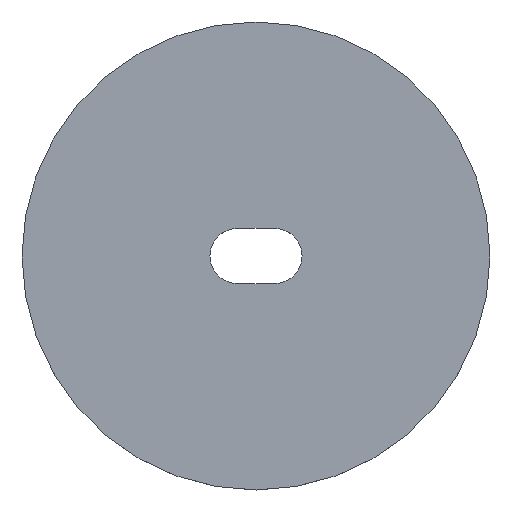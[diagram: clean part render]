
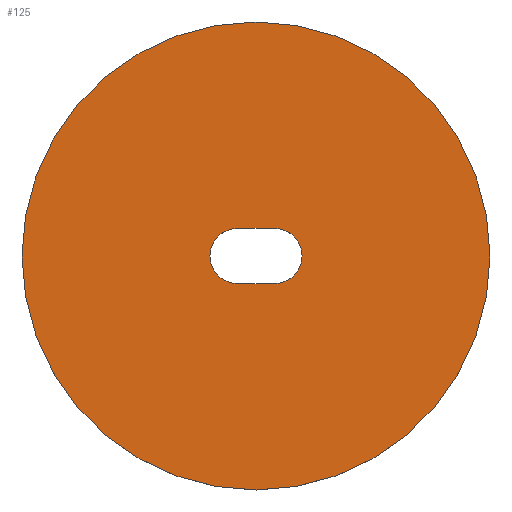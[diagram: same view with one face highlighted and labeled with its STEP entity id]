
A CAD part, top view. The second image highlights one B-rep face of the part: STEP entity #125.
In plain terms, the highlighted planar face has unit normal (0, 0, 1).
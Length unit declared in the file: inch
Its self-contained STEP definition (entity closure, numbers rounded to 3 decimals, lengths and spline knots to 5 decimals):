
#16=FACE_BOUND('',#36,.T.);
#20=PLANE('',#158);
#27=FACE_OUTER_BOUND('',#35,.T.);
#35=EDGE_LOOP('',(#111));
#36=EDGE_LOOP('',(#112,#113,#114,#115));
#40=LINE('',#210,#49);
#44=LINE('',#220,#53);
#49=VECTOR('',#172,0.3937);
#53=VECTOR('',#184,0.3937);
#56=CIRCLE('',#148,0.05906);
#58=CIRCLE('',#152,0.05906);
#59=CIRCLE('',#155,0.5);
#63=VERTEX_POINT('',#201);
#64=VERTEX_POINT('',#203);
#66=VERTEX_POINT('',#209);
#68=VERTEX_POINT('',#215);
#69=VERTEX_POINT('',#222);
#73=EDGE_CURVE('',#64,#63,#56,.T.);
#76=EDGE_CURVE('',#66,#64,#40,.T.);
#79=EDGE_CURVE('',#68,#66,#58,.T.);
#82=EDGE_CURVE('',#63,#68,#44,.T.);
#83=EDGE_CURVE('',#69,#69,#59,.T.);
#111=ORIENTED_EDGE('',*,*,#83,.T.);
#112=ORIENTED_EDGE('',*,*,#79,.T.);
#113=ORIENTED_EDGE('',*,*,#76,.T.);
#114=ORIENTED_EDGE('',*,*,#73,.T.);
#115=ORIENTED_EDGE('',*,*,#82,.T.);
#125=ADVANCED_FACE('',(#27,#16),#20,.T.);
#148=AXIS2_PLACEMENT_3D('',#204,#166,#167);
#152=AXIS2_PLACEMENT_3D('',#216,#178,#179);
#155=AXIS2_PLACEMENT_3D('',#223,#187,#188);
#158=AXIS2_PLACEMENT_3D('',#228,#194,#195);
#166=DIRECTION('center_axis',(0.,0.,-1.));
#167=DIRECTION('ref_axis',(0.,1.,0.));
#172=DIRECTION('',(1.,0.,0.));
#178=DIRECTION('center_axis',(0.,0.,-1.));
#179=DIRECTION('ref_axis',(0.,-1.,0.));
#184=DIRECTION('',(-1.,0.,0.));
#187=DIRECTION('center_axis',(0.,0.,1.));
#188=DIRECTION('ref_axis',(-1.,0.,0.));
#194=DIRECTION('center_axis',(0.,0.,1.));
#195=DIRECTION('ref_axis',(1.,0.,0.));
#201=CARTESIAN_POINT('',(0.03936,-0.05906,0.05));
#203=CARTESIAN_POINT('',(0.03936,0.05906,0.05));
#204=CARTESIAN_POINT('Origin',(0.03936,0.,0.05));
#209=CARTESIAN_POINT('',(-0.03936,0.05906,0.05));
#210=CARTESIAN_POINT('',(-0.01968,0.05906,0.05));
#215=CARTESIAN_POINT('',(-0.03936,-0.05906,0.05));
#216=CARTESIAN_POINT('Origin',(-0.03936,0.,0.05));
#220=CARTESIAN_POINT('',(0.01968,-0.05906,0.05));
#222=CARTESIAN_POINT('',(0.5,0.,0.05));
#223=CARTESIAN_POINT('Origin',(0.,0.,0.05));
#228=CARTESIAN_POINT('Origin',(0.,0.,
0.05));
